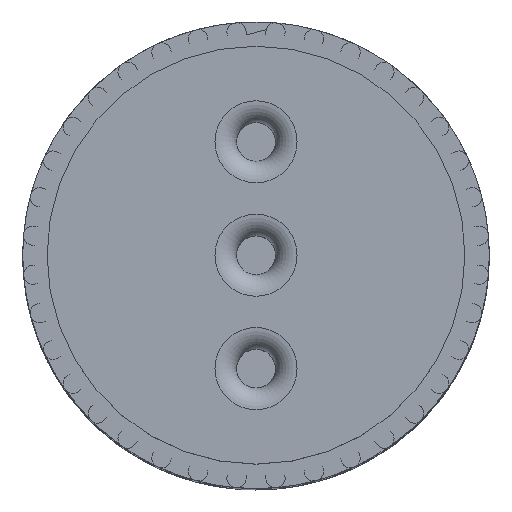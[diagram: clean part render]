
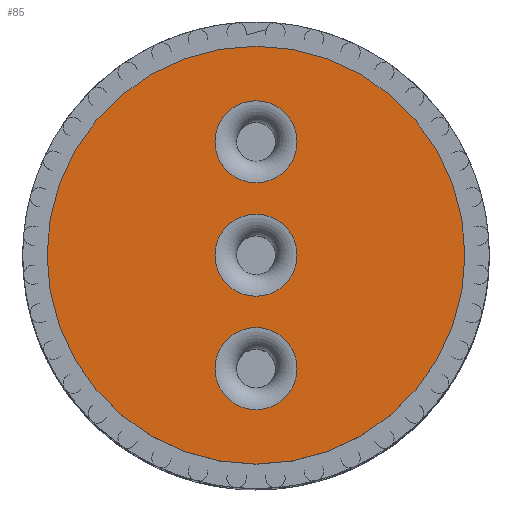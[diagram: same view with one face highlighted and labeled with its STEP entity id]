
A CAD part, top view. The second image highlights one B-rep face of the part: STEP entity #85.
In plain terms, the highlighted planar face has unit normal (0, 0, 1).
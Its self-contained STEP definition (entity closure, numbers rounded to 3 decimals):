
#27=CARTESIAN_POINT('',(-0.,0.,42.799));
#28=DIRECTION('',(-0.,0.,1.));
#29=DIRECTION('',(1.,0.,0.));
#30=AXIS2_PLACEMENT_3D('',#27,#28,#29);
#31=PLANE('',#30);
#32=CARTESIAN_POINT('',(0.,-7.15,42.799));
#33=VERTEX_POINT('',#32);
#34=CARTESIAN_POINT('',(0.,-5.25,42.799));
#35=DIRECTION('',(0.,-0.,-1.));
#36=DIRECTION('',(0.,-1.,0.));
#37=AXIS2_PLACEMENT_3D('',#34,#35,#36);
#38=CIRCLE('',#37,1.9);
#39=EDGE_CURVE('',#33,#33,#38,.T.);
#40=ORIENTED_EDGE('',*,*,#39,.T.);
#41=EDGE_LOOP('',(#40));
#42=FACE_BOUND('',#41,.T.);
#43=CARTESIAN_POINT('',(0.,3.35,42.799));
#44=VERTEX_POINT('',#43);
#45=CARTESIAN_POINT('',(0.,5.25,42.799));
#46=DIRECTION('',(0.,-0.,-1.));
#47=DIRECTION('',(0.,-1.,0.));
#48=AXIS2_PLACEMENT_3D('',#45,#46,#47);
#49=CIRCLE('',#48,1.9);
#50=EDGE_CURVE('',#44,#44,#49,.T.);
#51=ORIENTED_EDGE('',*,*,#50,.T.);
#52=EDGE_LOOP('',(#51));
#53=FACE_BOUND('',#52,.T.);
#54=CARTESIAN_POINT('',(-0.,-1.9,42.799));
#55=VERTEX_POINT('',#54);
#56=CARTESIAN_POINT('',(-0.,0.,42.799));
#57=DIRECTION('',(0.,-0.,-1.));
#58=DIRECTION('',(0.,-1.,0.));
#59=AXIS2_PLACEMENT_3D('',#56,#57,#58);
#60=CIRCLE('',#59,1.9);
#61=EDGE_CURVE('',#55,#55,#60,.T.);
#62=ORIENTED_EDGE('',*,*,#61,.T.);
#63=EDGE_LOOP('',(#62));
#64=FACE_BOUND('',#63,.T.);
#65=CARTESIAN_POINT('',(-0.,-9.675,42.799));
#66=VERTEX_POINT('',#65);
#67=CARTESIAN_POINT('',(-0.,9.675,42.799));
#68=VERTEX_POINT('',#67);
#69=CARTESIAN_POINT('',(-0.,0.,42.799));
#70=DIRECTION('',(-0.,0.,1.));
#71=DIRECTION('',(0.,-1.,0.));
#72=AXIS2_PLACEMENT_3D('',#69,#70,#71);
#73=CIRCLE('',#72,9.675);
#74=EDGE_CURVE('',#66,#68,#73,.T.);
#75=ORIENTED_EDGE('',*,*,#74,.T.);
#76=CARTESIAN_POINT('',(-0.,0.,42.799));
#77=DIRECTION('',(-0.,0.,1.));
#78=DIRECTION('',(0.,-1.,0.));
#79=AXIS2_PLACEMENT_3D('',#76,#77,#78);
#80=CIRCLE('',#79,9.675);
#81=EDGE_CURVE('',#68,#66,#80,.T.);
#82=ORIENTED_EDGE('',*,*,#81,.T.);
#83=EDGE_LOOP('',(#75,#82));
#84=FACE_BOUND('',#83,.T.);
#85=ADVANCED_FACE('',(#42,#53,#64,#84),#31,.T.);
